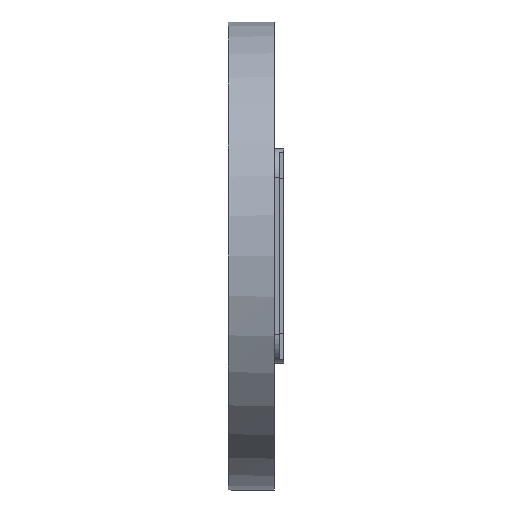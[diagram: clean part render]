
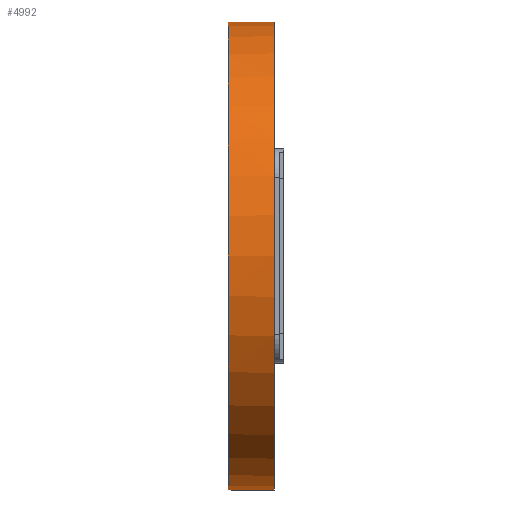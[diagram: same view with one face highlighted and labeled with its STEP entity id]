
A CAD part, left-side view. The second image highlights one B-rep face of the part: STEP entity #4992.
In plain terms, the highlighted cylindrical face has radius 76.2 mm (diameter 152.4 mm), a partial arc.
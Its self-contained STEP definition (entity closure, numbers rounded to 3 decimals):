
#173 = AXIS2_PLACEMENT_3D ( 'NONE', #3504, #1359, #2396 ) ;
#225 = VECTOR ( 'NONE', #12735, 1000. ) ;
#366 = CARTESIAN_POINT ( 'NONE',  ( 0., 0., 0. ) ) ;
#436 = CARTESIAN_POINT ( 'NONE',  ( -0.615, -0.8, 76.198 ) ) ;
#439 = CARTESIAN_POINT ( 'NONE',  ( -0.799, -0.615, -76.196 ) ) ;
#628 = EDGE_LOOP ( 'NONE', ( #11208, #8822, #8631, #10227, #3495, #12082 ) ) ;
#1046 = EDGE_CURVE ( 'NONE', #6947, #6064, #9664, .T. ) ;
#1244 = CARTESIAN_POINT ( 'NONE',  ( -0.262, -0.974, 76.2 ) ) ;
#1359 = DIRECTION ( 'NONE',  ( 0., 1., 0. ) ) ;
#1590 = CARTESIAN_POINT ( 'NONE',  ( -0.874, -0.504, -76.195 ) ) ;
#1659 = B_SPLINE_CURVE_WITH_KNOTS ( 'NONE', 3,
 ( #5965, #13930, #6035, #4792, #7087, #436, #13854, #1244, #2628, #4927 ),
 .UNSPECIFIED., .F., .F.,
 ( 4, 2, 2, 2, 4 ),
 ( 0., 0., 0.001, 0.001, 0.002 ),
 .UNSPECIFIED. ) ;
#1904 = CARTESIAN_POINT ( 'NONE',  ( 0., -15., 0. ) ) ;
#2396 = DIRECTION ( 'NONE',  ( 0., 0., 1. ) ) ;
#2464 = CYLINDRICAL_SURFACE ( 'NONE', #173, 76.2 ) ;
#2628 = CARTESIAN_POINT ( 'NONE',  ( -0.13, -1., 76.2 ) ) ;
#3468 = DIRECTION ( 'NONE',  ( 0., 1., 0. ) ) ;
#3474 = AXIS2_PLACEMENT_3D ( 'NONE', #366, #5069, #10664 ) ;
#3495 = ORIENTED_EDGE ( 'NONE', *, *, #8554, .F. ) ;
#3504 = CARTESIAN_POINT ( 'NONE',  ( 0., -15., 0. ) ) ;
#3716 = CARTESIAN_POINT ( 'NONE',  ( 0., -1., -76.2 ) ) ;
#3945 = CARTESIAN_POINT ( 'NONE',  ( -1., 0., 76.193 ) ) ;
#3998 = EDGE_CURVE ( 'NONE', #11922, #5723, #1659, .T. ) ;
#4153 = VERTEX_POINT ( 'NONE', #14536 ) ;
#4587 = CARTESIAN_POINT ( 'NONE',  ( 0., -15., -76.2 ) ) ;
#4699 = FACE_OUTER_BOUND ( 'NONE', #628, .T. ) ;
#4792 = CARTESIAN_POINT ( 'NONE',  ( -0.874, -0.504, 76.195 ) ) ;
#4848 = CARTESIAN_POINT ( 'NONE',  ( 0., -15., 76.2 ) ) ;
#4927 = CARTESIAN_POINT ( 'NONE',  ( 0., -1., 76.2 ) ) ;
#4934 = CARTESIAN_POINT ( 'NONE',  ( -0.503, -0.874, -76.198 ) ) ;
#4992 = ADVANCED_FACE ( 'NONE', ( #4699 ), #2464, .T. ) ;
#5069 = DIRECTION ( 'NONE',  ( 0., 1., 0. ) ) ;
#5073 = CARTESIAN_POINT ( 'NONE',  ( -1., 0., -76.193 ) ) ;
#5125 = LINE ( 'NONE', #4848, #225 ) ;
#5723 = VERTEX_POINT ( 'NONE', #8976 ) ;
#5965 = CARTESIAN_POINT ( 'NONE',  ( -1., 0., 76.193 ) ) ;
#6035 = CARTESIAN_POINT ( 'NONE',  ( -0.974, -0.262, 76.194 ) ) ;
#6042 = CARTESIAN_POINT ( 'NONE',  ( 0., -1., -76.2 ) ) ;
#6064 = VERTEX_POINT ( 'NONE', #6463 ) ;
#6093 = CARTESIAN_POINT ( 'NONE',  ( 0., -15., -76.2 ) ) ;
#6263 = CARTESIAN_POINT ( 'NONE',  ( -0.974, -0.262, -76.194 ) ) ;
#6463 = CARTESIAN_POINT ( 'NONE',  ( 0., -15., 76.2 ) ) ;
#6798 = LINE ( 'NONE', #4587, #14212 ) ;
#6947 = VERTEX_POINT ( 'NONE', #6093 ) ;
#7087 = CARTESIAN_POINT ( 'NONE',  ( -0.799, -0.615, 76.196 ) ) ;
#7157 = CARTESIAN_POINT ( 'NONE',  ( -0.13, -1., -76.2 ) ) ;
#7297 = CARTESIAN_POINT ( 'NONE',  ( -1., -0.132, -76.193 ) ) ;
#8554 = EDGE_CURVE ( 'NONE', #4153, #11922, #14525, .T. ) ;
#8631 = ORIENTED_EDGE ( 'NONE', *, *, #10599, .T. ) ;
#8743 = AXIS2_PLACEMENT_3D ( 'NONE', #1904, #11058, #14448 ) ;
#8822 = ORIENTED_EDGE ( 'NONE', *, *, #1046, .T. ) ;
#8976 = CARTESIAN_POINT ( 'NONE',  ( 0., -1., 76.2 ) ) ;
#9664 = CIRCLE ( 'NONE', #8743, 76.2 ) ;
#10227 = ORIENTED_EDGE ( 'NONE', *, *, #3998, .F. ) ;
#10331 = EDGE_CURVE ( 'NONE', #4153, #13050, #13756, .T. ) ;
#10599 = EDGE_CURVE ( 'NONE', #6064, #5723, #5125, .T. ) ;
#10664 = DIRECTION ( 'NONE',  ( 0., 0., 1. ) ) ;
#11058 = DIRECTION ( 'NONE',  ( 0., 1., 0. ) ) ;
#11208 = ORIENTED_EDGE ( 'NONE', *, *, #12361, .F. ) ;
#11852 = CARTESIAN_POINT ( 'NONE',  ( -0.262, -0.974, -76.2 ) ) ;
#11922 = VERTEX_POINT ( 'NONE', #3945 ) ;
#12082 = ORIENTED_EDGE ( 'NONE', *, *, #10331, .T. ) ;
#12361 = EDGE_CURVE ( 'NONE', #6947, #13050, #6798, .T. ) ;
#12735 = DIRECTION ( 'NONE',  ( 0., 1., 0. ) ) ;
#13033 = CARTESIAN_POINT ( 'NONE',  ( -0.615, -0.8, -76.198 ) ) ;
#13050 = VERTEX_POINT ( 'NONE', #3716 ) ;
#13756 = B_SPLINE_CURVE_WITH_KNOTS ( 'NONE', 3,
 ( #5073, #7297, #6263, #1590, #439, #13033, #4934, #11852, #7157, #6042 ),
 .UNSPECIFIED., .F., .F.,
 ( 4, 2, 2, 2, 4 ),
 ( 0., 0., 0.001, 0.001, 0.002 ),
 .UNSPECIFIED. ) ;
#13854 = CARTESIAN_POINT ( 'NONE',  ( -0.503, -0.874, 76.198 ) ) ;
#13930 = CARTESIAN_POINT ( 'NONE',  ( -1., -0.132, 76.193 ) ) ;
#14212 = VECTOR ( 'NONE', #3468, 1000. ) ;
#14448 = DIRECTION ( 'NONE',  ( 0., 0., 1. ) ) ;
#14525 = CIRCLE ( 'NONE', #3474, 76.2 ) ;
#14536 = CARTESIAN_POINT ( 'NONE',  ( -1., 0., -76.193 ) ) ;
